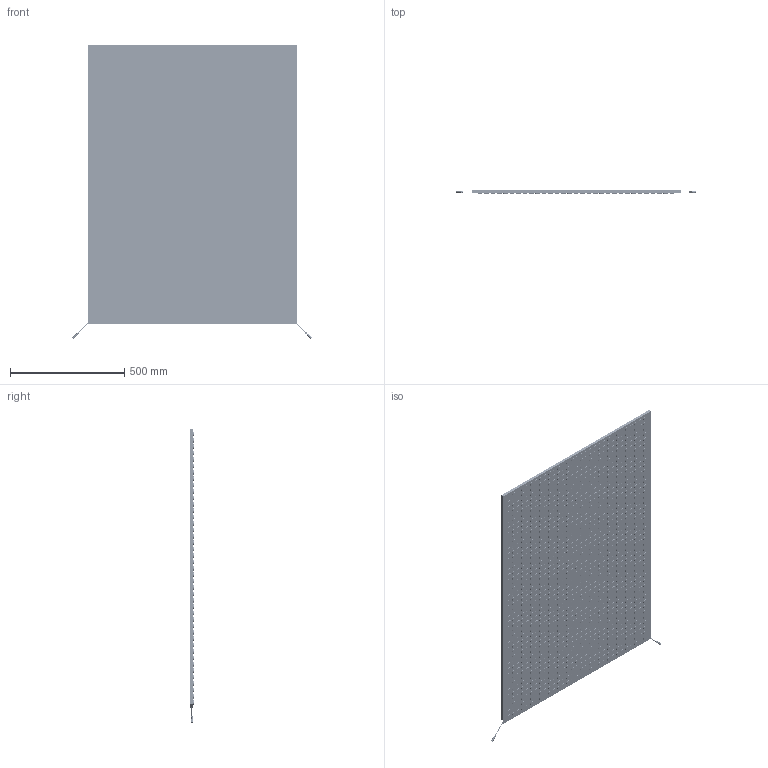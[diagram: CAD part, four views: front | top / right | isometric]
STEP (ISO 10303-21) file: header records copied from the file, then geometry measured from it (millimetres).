
FILE_DESCRIPTION (( 'STEP AP214' ), '1' );
FILE_NAME ('1602-4104_a.STEP', '2019-08-06T20:13:19', ( '' ), ( '' ), 'SwSTEP 2.0', 'SolidWorks 2018', '' );
FILE_SCHEMA (( 'AUTOMOTIVE_DESIGN' ));
Length unit declared in the file: inch
Products named in the file (1): 1602-4104_a
Bounding box: 1048.87 x 14 x 1287.01 mm (x, y, z)
Volume: 14217153.7 mm3; surface area: 2453401.2 mm2
Topology: 6 solids, 6 shells, 2929 faces, 4628 edges, 3070 vertices
Faces by surface type: plane 1455, cylinder 1392, cone 46, bspline 36
Full cylindrical faces by diameter (mm): 0.8 x8, 1 x3, 1.2 x24, 1.6 x3, 3.4 x2, 3.5 x2, 5.7 x2, 5.8 x1, 5.9 x1, 6.7 x1, 6.8 x2, 6.9 x2, 7 x1, 7.2 x1, 8 x1, 8.8 x2, 9 x2, 9.6 x1, 20 x1333
Entity records: 61605 total; most frequent: DIRECTION 11782, CARTESIAN_POINT 10328, ORIENTED_EDGE 6254, AXIS2_PLACEMENT_3D 5825, EDGE_LOOP 5766, FACE_OUTER_BOUND 4321, EDGE_CURVE 3127, VERTEX_POINT 3015
